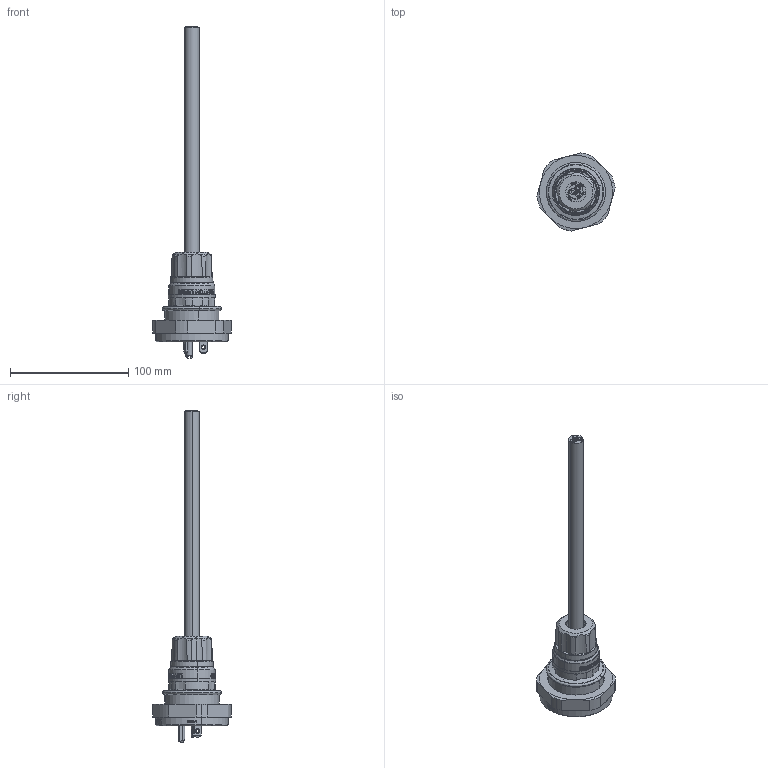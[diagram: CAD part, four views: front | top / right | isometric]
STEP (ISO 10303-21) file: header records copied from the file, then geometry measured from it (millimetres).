
FILE_DESCRIPTION (( 'STEP AP214' ), '1' );
FILE_NAME ('ORC4720-M01.STEP', '2024-05-13T15:09:58', ( '' ), ( '' ), 'SwSTEP 2.0', 'SolidWorks 2020', '' );
FILE_SCHEMA (( 'AUTOMOTIVE_DESIGN' ));
Length unit declared in the file: inch
Products named in the file (1): ORC4720-M01
Bounding box: 66.07 x 65.99 x 280.76 mm (x, y, z)
Surface area: 44522.1 mm2 (no closed solid volume)
Topology: 0 solids, 26 shells, 761 faces, 2726 edges, 1938 vertices
Faces by surface type: plane 380, cylinder 210, bspline 105, cone 43, torus 23
Entity records: 54644 total; most frequent: CARTESIAN_POINT 23042, ORIENTED_EDGE 4313, DIRECTION 4032, EDGE_CURVE 2726, VERTEX_POINT 1938, LINE 1400, VECTOR 1400, AXIS2_PLACEMENT_3D 1316
